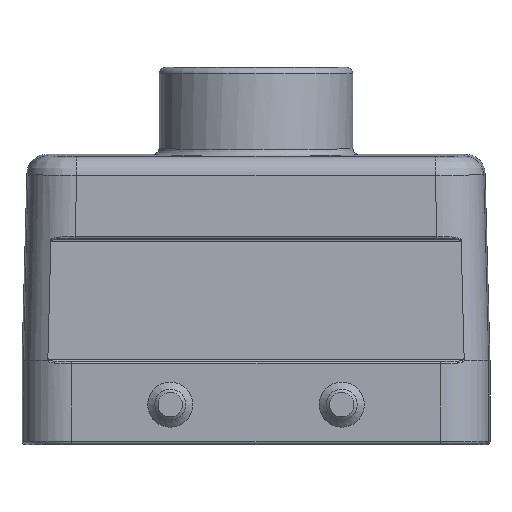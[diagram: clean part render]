
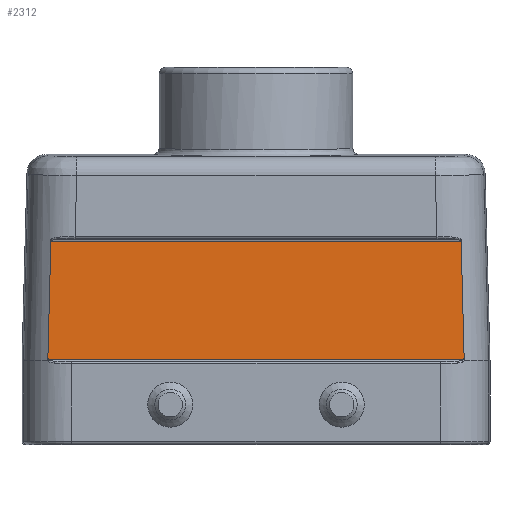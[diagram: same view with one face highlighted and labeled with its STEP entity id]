
A CAD part, front view. The second image highlights one B-rep face of the part: STEP entity #2312.
In plain terms, the highlighted planar face has unit normal (0, -1, 0.024).
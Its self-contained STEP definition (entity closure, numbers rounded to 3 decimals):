
#1933=FACE_OUTER_BOUND('',#2931,.T.);
#2312=ADVANCED_FACE('',(#1933),#2631,.T.);
#2631=PLANE('',#12347);
#2931=EDGE_LOOP('',(#3346,#3347,#3348,#3349,#3350,#3351,#3352,#3353));
#3346=ORIENTED_EDGE('',*,*,#5287,.T.);
#3347=ORIENTED_EDGE('',*,*,#5288,.T.);
#3348=ORIENTED_EDGE('',*,*,#5289,.F.);
#3349=ORIENTED_EDGE('',*,*,#5290,.T.);
#3350=ORIENTED_EDGE('',*,*,#5291,.T.);
#3351=ORIENTED_EDGE('',*,*,#5292,.F.);
#3352=ORIENTED_EDGE('',*,*,#5293,.T.);
#3353=ORIENTED_EDGE('',*,*,#5294,.F.);
#4802=VERTEX_POINT('',#17447);
#4803=VERTEX_POINT('',#17448);
#4804=VERTEX_POINT('',#17459);
#4805=VERTEX_POINT('',#17461);
#4806=VERTEX_POINT('',#17475);
#4807=VERTEX_POINT('',#17477);
#4808=VERTEX_POINT('',#17491);
#4809=VERTEX_POINT('',#17493);
#5287=EDGE_CURVE('',#4802,#4803,#9172,.T.);
#5288=EDGE_CURVE('',#4803,#4804,#6634,.T.);
#5289=EDGE_CURVE('',#4805,#4804,#9173,.T.);
#5290=EDGE_CURVE('',#4805,#4806,#6635,.T.);
#5291=EDGE_CURVE('',#4806,#4807,#9174,.T.);
#5292=EDGE_CURVE('',#4808,#4807,#6636,.T.);
#5293=EDGE_CURVE('',#4808,#4809,#9175,.T.);
#5294=EDGE_CURVE('',#4802,#4809,#6637,.T.);
#6634=B_SPLINE_CURVE_WITH_KNOTS('',3,(#17449,#17450,#17451,#17452,#17453,
#17454,#17455,#17456,#17457,#17458),.UNSPECIFIED.,.F.,.F.,(4,3,3,4),(0.,
0.03,0.216,1.),.UNSPECIFIED.);
#6635=B_SPLINE_CURVE_WITH_KNOTS('',3,(#17462,#17463,#17464,#17465,#17466,
#17467,#17468,#17469,#17470,#17471,#17472,#17473,#17474),.UNSPECIFIED.,
 .F.,.F.,(4,3,3,3,4),(0.,0.502,0.887,0.985,
1.),.UNSPECIFIED.);
#6636=B_SPLINE_CURVE_WITH_KNOTS('',3,(#17478,#17479,#17480,#17481,#17482,
#17483,#17484,#17485,#17486,#17487,#17488,#17489,#17490),.UNSPECIFIED.,
 .F.,.F.,(4,3,3,3,4),(0.,0.502,0.887,0.985,
1.),.UNSPECIFIED.);
#6637=B_SPLINE_CURVE_WITH_KNOTS('',3,(#17494,#17495,#17496,#17497,#17498,
#17499,#17500,#17501,#17502,#17503),.UNSPECIFIED.,.F.,.F.,(4,3,3,4),(0.,
0.03,0.216,1.),.UNSPECIFIED.);
#9172=LINE('',#17446,#9824);
#9173=LINE('',#17460,#9825);
#9174=LINE('',#17476,#9826);
#9175=LINE('',#17492,#9827);
#9824=VECTOR('',#13130,1.);
#9825=VECTOR('',#13131,1.);
#9826=VECTOR('',#13132,1.);
#9827=VECTOR('',#13133,1.);
#12347=AXIS2_PLACEMENT_3D('',#17504,#13134,#13135);
#13130=DIRECTION('',(1.,0.,0.));
#13131=DIRECTION('',(0.026,-0.024,-0.999));
#13132=DIRECTION('',(-1.,0.,0.));
#13133=DIRECTION('',(-0.026,-0.024,-0.999));
#13134=DIRECTION('',(0.,-1.,0.024));
#13135=DIRECTION('',(0.,-0.024,-1.));
#17446=CARTESIAN_POINT('',(-32.296,-20.494,4.084));
#17447=CARTESIAN_POINT('',(-32.225,-20.494,4.084));
#17448=CARTESIAN_POINT('',(32.225,-20.494,4.084));
#17449=CARTESIAN_POINT('',(32.225,-20.494,4.084));
#17450=CARTESIAN_POINT('',(32.226,-20.494,4.085));
#17451=CARTESIAN_POINT('',(32.226,-20.494,4.085));
#17452=CARTESIAN_POINT('',(32.227,-20.494,4.086));
#17453=CARTESIAN_POINT('',(32.233,-20.494,4.091));
#17454=CARTESIAN_POINT('',(32.238,-20.494,4.096));
#17455=CARTESIAN_POINT('',(32.242,-20.494,4.102));
#17456=CARTESIAN_POINT('',(32.263,-20.493,4.124));
#17457=CARTESIAN_POINT('',(32.279,-20.493,4.151));
#17458=CARTESIAN_POINT('',(32.29,-20.492,4.179));
#17459=CARTESIAN_POINT('',(32.29,-20.492,4.179));
#17460=CARTESIAN_POINT('',(31.387,-19.661,39.213));
#17461=CARTESIAN_POINT('',(31.826,-20.065,22.205));
#17462=CARTESIAN_POINT('',(31.826,-20.065,22.205));
#17463=CARTESIAN_POINT('',(31.825,-20.064,22.244));
#17464=CARTESIAN_POINT('',(31.818,-20.063,22.284));
#17465=CARTESIAN_POINT('',(31.803,-20.062,22.32));
#17466=CARTESIAN_POINT('',(31.792,-20.061,22.348));
#17467=CARTESIAN_POINT('',(31.777,-20.061,22.374));
#17468=CARTESIAN_POINT('',(31.758,-20.06,22.397));
#17469=CARTESIAN_POINT('',(31.753,-20.06,22.403));
#17470=CARTESIAN_POINT('',(31.747,-20.06,22.409));
#17471=CARTESIAN_POINT('',(31.742,-20.06,22.414));
#17472=CARTESIAN_POINT('',(31.741,-20.06,22.415));
#17473=CARTESIAN_POINT('',(31.74,-20.06,22.416));
#17474=CARTESIAN_POINT('',(31.739,-20.06,22.417));
#17475=CARTESIAN_POINT('',(31.739,-20.06,22.417));
#17476=CARTESIAN_POINT('',(0.,-20.06,22.417));
#17477=CARTESIAN_POINT('',(-31.739,-20.06,22.417));
#17478=CARTESIAN_POINT('',(-31.826,-20.065,22.205));
#17479=CARTESIAN_POINT('',(-31.825,-20.064,22.244));
#17480=CARTESIAN_POINT('',(-31.818,-20.063,22.284));
#17481=CARTESIAN_POINT('',(-31.803,-20.062,22.32));
#17482=CARTESIAN_POINT('',(-31.792,-20.061,22.348));
#17483=CARTESIAN_POINT('',(-31.777,-20.061,22.374));
#17484=CARTESIAN_POINT('',(-31.758,-20.06,22.397));
#17485=CARTESIAN_POINT('',(-31.753,-20.06,22.403));
#17486=CARTESIAN_POINT('',(-31.747,-20.06,22.409));
#17487=CARTESIAN_POINT('',(-31.742,-20.06,22.414));
#17488=CARTESIAN_POINT('',(-31.741,-20.06,22.415));
#17489=CARTESIAN_POINT('',(-31.74,-20.06,22.416));
#17490=CARTESIAN_POINT('',(-31.739,-20.06,22.417));
#17491=CARTESIAN_POINT('',(-31.826,-20.065,22.205));
#17492=CARTESIAN_POINT('',(-31.387,-19.661,39.213));
#17493=CARTESIAN_POINT('',(-32.29,-20.492,4.179));
#17494=CARTESIAN_POINT('',(-32.225,-20.494,4.084));
#17495=CARTESIAN_POINT('',(-32.226,-20.494,4.085));
#17496=CARTESIAN_POINT('',(-32.226,-20.494,4.085));
#17497=CARTESIAN_POINT('',(-32.227,-20.494,4.086));
#17498=CARTESIAN_POINT('',(-32.233,-20.494,4.091));
#17499=CARTESIAN_POINT('',(-32.238,-20.494,4.096));
#17500=CARTESIAN_POINT('',(-32.242,-20.494,4.102));
#17501=CARTESIAN_POINT('',(-32.263,-20.493,4.124));
#17502=CARTESIAN_POINT('',(-32.279,-20.493,4.151));
#17503=CARTESIAN_POINT('',(-32.29,-20.492,4.179));
#17504=CARTESIAN_POINT('',(-36.3,-20.5,3.838));
